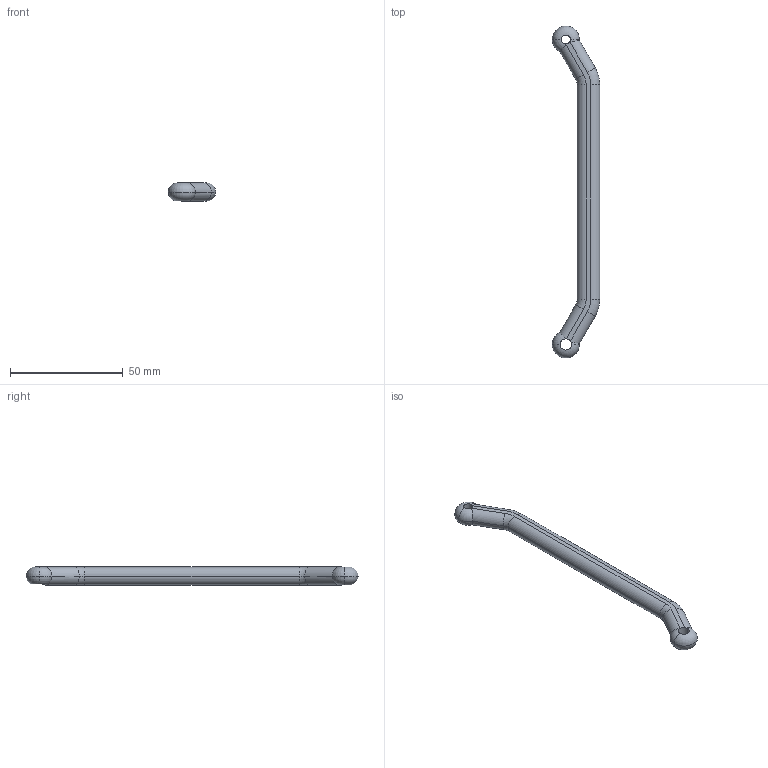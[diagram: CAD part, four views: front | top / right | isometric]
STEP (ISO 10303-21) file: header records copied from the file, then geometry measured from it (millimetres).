
FILE_DESCRIPTION (( 'STEP AP203' ), '1' );
FILE_NAME ('狟阨す蟀裝', '2023-10-16T04:45:08', ( '' ), ( '' ), 'SwSTEP 2.0', 'SolidWorks 2021', '' );
FILE_SCHEMA (( 'CONFIG_CONTROL_DESIGN' ));
Length unit declared in the file: millimetre
Products named in the file (1): ��ˮƽ�
Bounding box: 21 x 147 x 8 mm (x, y, z)
Volume: 9614.2 mm3; surface area: 4692.9 mm2
Topology: 1 solids, 1 shells, 41 faces, 100 edges, 58 vertices
Faces by surface type: torus 20, cylinder 18, plane 3
Entity records: 1415 total; most frequent: CARTESIAN_POINT 350, DIRECTION 232, ORIENTED_EDGE 200, AXIS2_PLACEMENT_3D 104, EDGE_CURVE 100, CIRCLE 62, VERTEX_POINT 58, EDGE_LOOP 42
